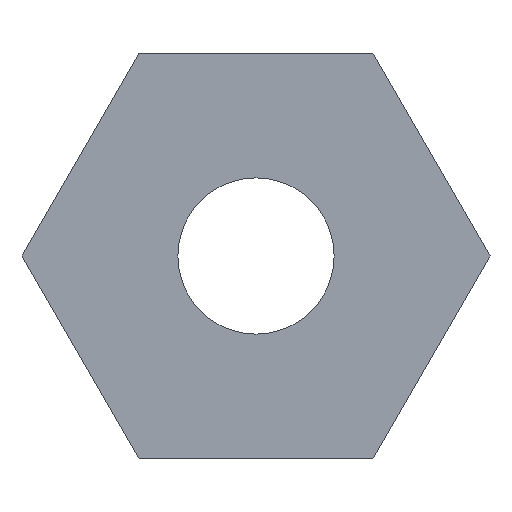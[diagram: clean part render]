
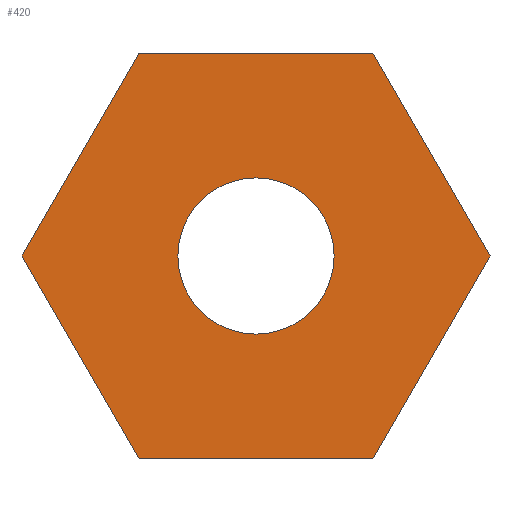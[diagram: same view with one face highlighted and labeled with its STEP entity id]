
A CAD part, front view. The second image highlights one B-rep face of the part: STEP entity #420.
In plain terms, the highlighted planar face has unit normal (0, -1, 0).
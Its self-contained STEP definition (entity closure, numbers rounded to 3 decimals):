
#3 = CARTESIAN_POINT ( 'NONE',  ( 8.083, -6., 0. ) ) ;
#5 = CIRCLE ( 'NONE', #166, 2.7 ) ;
#7 = VERTEX_POINT ( 'NONE', #226 ) ;
#9 = CARTESIAN_POINT ( 'NONE',  ( -4.041, -6., -7. ) ) ;
#24 = EDGE_LOOP ( 'NONE', ( #110, #113, #182, #277, #320, #169 ) ) ;
#40 = LINE ( 'NONE', #163, #173 ) ;
#43 = VECTOR ( 'NONE', #61, 1000. ) ;
#50 = VERTEX_POINT ( 'NONE', #3 ) ;
#57 = ORIENTED_EDGE ( 'NONE', *, *, #87, .F. ) ;
#58 = CARTESIAN_POINT ( 'NONE',  ( -8.083, -6., 0. ) ) ;
#61 = DIRECTION ( 'NONE',  ( -1., 0., 0. ) ) ;
#62 = VERTEX_POINT ( 'NONE', #123 ) ;
#72 = DIRECTION ( 'NONE',  ( 0., 0., -1. ) ) ;
#75 = EDGE_CURVE ( 'NONE', #7, #50, #327, .T. ) ;
#79 = DIRECTION ( 'NONE',  ( -0.5, 0., -0.866 ) ) ;
#84 = VERTEX_POINT ( 'NONE', #263 ) ;
#85 = FACE_OUTER_BOUND ( 'NONE', #24, .T. ) ;
#87 = EDGE_CURVE ( 'NONE', #84, #100, #5, .T. ) ;
#93 = CARTESIAN_POINT ( 'NONE',  ( 0., -6., 0. ) ) ;
#100 = VERTEX_POINT ( 'NONE', #198 ) ;
#101 = EDGE_CURVE ( 'NONE', #50, #142, #40, .T. ) ;
#107 = CARTESIAN_POINT ( 'NONE',  ( 4.041, -6., 7. ) ) ;
#109 = DIRECTION ( 'NONE',  ( 0., 0., -1. ) ) ;
#110 = ORIENTED_EDGE ( 'NONE', *, *, #101, .T. ) ;
#111 = VECTOR ( 'NONE', #133, 1000. ) ;
#113 = ORIENTED_EDGE ( 'NONE', *, *, #363, .T. ) ;
#123 = CARTESIAN_POINT ( 'NONE',  ( -4.041, -6., 7. ) ) ;
#127 = EDGE_CURVE ( 'NONE', #311, #150, #339, .T. ) ;
#128 = DIRECTION ( 'NONE',  ( 0.5, 0., 0.866 ) ) ;
#129 = AXIS2_PLACEMENT_3D ( 'NONE', #93, #389, #326 ) ;
#133 = DIRECTION ( 'NONE',  ( 0.5, 0., -0.866 ) ) ;
#142 = VERTEX_POINT ( 'NONE', #107 ) ;
#143 = VECTOR ( 'NONE', #128, 1000. ) ;
#145 = EDGE_CURVE ( 'NONE', #150, #7, #233, .T. ) ;
#147 = LINE ( 'NONE', #354, #43 ) ;
#150 = VERTEX_POINT ( 'NONE', #206 ) ;
#158 = CARTESIAN_POINT ( 'NONE',  ( 4.041, -6., -7. ) ) ;
#160 = FACE_BOUND ( 'NONE', #286, .T. ) ;
#163 = CARTESIAN_POINT ( 'NONE',  ( 8.083, -6., 0. ) ) ;
#166 = AXIS2_PLACEMENT_3D ( 'NONE', #395, #334, #72 ) ;
#169 = ORIENTED_EDGE ( 'NONE', *, *, #75, .T. ) ;
#173 = VECTOR ( 'NONE', #298, 1000. ) ;
#179 = VECTOR ( 'NONE', #79, 1000. ) ;
#182 = ORIENTED_EDGE ( 'NONE', *, *, #380, .T. ) ;
#183 = DIRECTION ( 'NONE',  ( 0., -1., 0. ) ) ;
#198 = CARTESIAN_POINT ( 'NONE',  ( 0., -6., 2.7 ) ) ;
#206 = CARTESIAN_POINT ( 'NONE',  ( -4.041, -6., -7. ) ) ;
#226 = CARTESIAN_POINT ( 'NONE',  ( 4.041, -6., -7. ) ) ;
#233 = LINE ( 'NONE', #9, #272 ) ;
#236 = CARTESIAN_POINT ( 'NONE',  ( -8.083, -6., 0. ) ) ;
#263 = CARTESIAN_POINT ( 'NONE',  ( 0., -6., -2.7 ) ) ;
#268 = DIRECTION ( 'NONE',  ( 1., 0., 0. ) ) ;
#272 = VECTOR ( 'NONE', #268, 1000. ) ;
#276 = LINE ( 'NONE', #408, #179 ) ;
#277 = ORIENTED_EDGE ( 'NONE', *, *, #127, .T. ) ;
#283 = ORIENTED_EDGE ( 'NONE', *, *, #324, .F. ) ;
#286 = EDGE_LOOP ( 'NONE', ( #57, #283 ) ) ;
#298 = DIRECTION ( 'NONE',  ( -0.5, 0., 0.866 ) ) ;
#305 = CIRCLE ( 'NONE', #398, 2.7 ) ;
#311 = VERTEX_POINT ( 'NONE', #58 ) ;
#320 = ORIENTED_EDGE ( 'NONE', *, *, #145, .T. ) ;
#324 = EDGE_CURVE ( 'NONE', #100, #84, #305, .T. ) ;
#326 = DIRECTION ( 'NONE',  ( 0., 0., -1. ) ) ;
#327 = LINE ( 'NONE', #158, #143 ) ;
#334 = DIRECTION ( 'NONE',  ( 0., -1., 0. ) ) ;
#339 = LINE ( 'NONE', #236, #111 ) ;
#344 = CARTESIAN_POINT ( 'NONE',  ( 0., -6., 0. ) ) ;
#354 = CARTESIAN_POINT ( 'NONE',  ( 4.041, -6., 7. ) ) ;
#363 = EDGE_CURVE ( 'NONE', #142, #62, #147, .T. ) ;
#380 = EDGE_CURVE ( 'NONE', #62, #311, #276, .T. ) ;
#389 = DIRECTION ( 'NONE',  ( 0., -1., 0. ) ) ;
#395 = CARTESIAN_POINT ( 'NONE',  ( 0., -6., 0. ) ) ;
#396 = PLANE ( 'NONE',  #129 ) ;
#398 = AXIS2_PLACEMENT_3D ( 'NONE', #344, #183, #109 ) ;
#408 = CARTESIAN_POINT ( 'NONE',  ( -4.041, -6., 7. ) ) ;
#420 = ADVANCED_FACE ( 'NONE', ( #85, #160 ), #396, .T. ) ;
